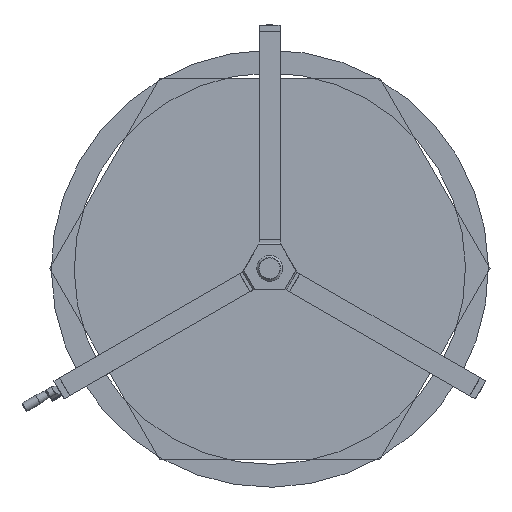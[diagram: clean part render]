
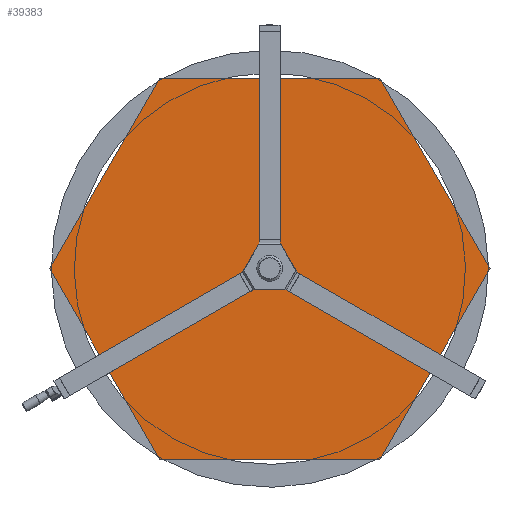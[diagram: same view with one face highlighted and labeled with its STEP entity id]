
A CAD part, front view. The second image highlights one B-rep face of the part: STEP entity #39383.
In plain terms, the highlighted planar face has unit normal (0, -1, 0).
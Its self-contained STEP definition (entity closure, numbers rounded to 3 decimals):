
#4128=LINE('',#73691,#7185);
#4132=LINE('',#73700,#7189);
#4135=LINE('',#73706,#7192);
#4138=LINE('',#73712,#7195);
#4141=LINE('',#73718,#7198);
#4144=LINE('',#73724,#7201);
#7185=VECTOR('',#50167,1000.);
#7189=VECTOR('',#50173,1000.);
#7192=VECTOR('',#50178,1000.);
#7195=VECTOR('',#50183,1000.);
#7198=VECTOR('',#50188,1000.);
#7201=VECTOR('',#50193,1000.);
#16245=ORIENTED_EDGE('',*,*,#20613,.T.);
#16246=ORIENTED_EDGE('',*,*,#20594,.F.);
#16247=ORIENTED_EDGE('',*,*,#20610,.F.);
#16248=ORIENTED_EDGE('',*,*,#20607,.F.);
#16249=ORIENTED_EDGE('',*,*,#20604,.F.);
#16250=ORIENTED_EDGE('',*,*,#20601,.F.);
#16251=ORIENTED_EDGE('',*,*,#20598,.F.);
#20594=EDGE_CURVE('',#23581,#23582,#4128,.T.);
#20598=EDGE_CURVE('',#23582,#23585,#4132,.T.);
#20601=EDGE_CURVE('',#23585,#23587,#4135,.T.);
#20604=EDGE_CURVE('',#23587,#23589,#4138,.T.);
#20607=EDGE_CURVE('',#23589,#23591,#4141,.T.);
#20610=EDGE_CURVE('',#23591,#23581,#4144,.T.);
#20613=EDGE_CURVE('',#23594,#23594,#24414,.T.);
#23581=VERTEX_POINT('',#73692);
#23582=VERTEX_POINT('',#73693);
#23585=VERTEX_POINT('',#73701);
#23587=VERTEX_POINT('',#73707);
#23589=VERTEX_POINT('',#73713);
#23591=VERTEX_POINT('',#73719);
#23594=VERTEX_POINT('',#73731);
#24414=CIRCLE('',#42000,0.5);
#26699=EDGE_LOOP('',(#16245));
#26700=EDGE_LOOP('',(#16246,#16247,#16248,#16249,#16250,#16251));
#29010=FACE_BOUND('',#26699,.T.);
#29011=FACE_BOUND('',#26700,.T.);
#30213=PLANE('',#41999);
#39383=ADVANCED_FACE('',(#29010,#29011),#30213,.F.);
#41999=AXIS2_PLACEMENT_3D('',#73729,#50199,#50200);
#42000=AXIS2_PLACEMENT_3D('',#73730,#50201,#50202);
#50167=DIRECTION('',(0.,0.,1.));
#50173=DIRECTION('',(0.866,0.,0.5));
#50178=DIRECTION('',(0.866,0.,-0.5));
#50183=DIRECTION('',(0.,0.,-1.));
#50188=DIRECTION('',(-0.866,0.,-0.5));
#50193=DIRECTION('',(-0.866,0.,0.5));
#50199=DIRECTION('',(0.,1.,0.));
#50200=DIRECTION('',(0.,0.,1.));
#50201=DIRECTION('',(0.,1.,0.));
#50202=DIRECTION('',(0.,0.,1.));
#73691=CARTESIAN_POINT('',(-458.066,-20.,-346.41));
#73692=CARTESIAN_POINT('',(-458.066,-20.,-264.465));
#73693=CARTESIAN_POINT('',(-458.066,-20.,264.465));
#73700=CARTESIAN_POINT('',(-529.033,-20.,223.492));
#73701=CARTESIAN_POINT('',(0.,-20.,528.929));
#73706=CARTESIAN_POINT('',(-70.967,-20.,569.902));
#73707=CARTESIAN_POINT('',(458.066,-20.,264.465));
#73712=CARTESIAN_POINT('',(458.066,-20.,346.41));
#73713=CARTESIAN_POINT('',(458.066,-20.,-264.465));
#73718=CARTESIAN_POINT('',(529.033,-20.,-223.492));
#73719=CARTESIAN_POINT('',(0.,-20.,-528.929));
#73724=CARTESIAN_POINT('',(70.967,-20.,-569.902));
#73729=CARTESIAN_POINT('',(0.,-20.,0.));
#73730=CARTESIAN_POINT('',(0.,-20.,0.));
#73731=CARTESIAN_POINT('',(0.,-20.,0.5));
